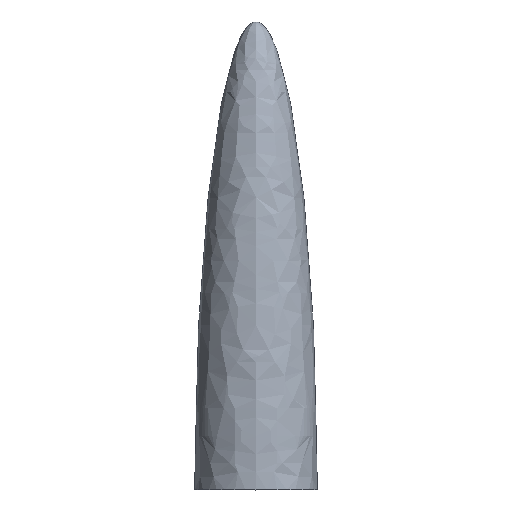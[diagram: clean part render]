
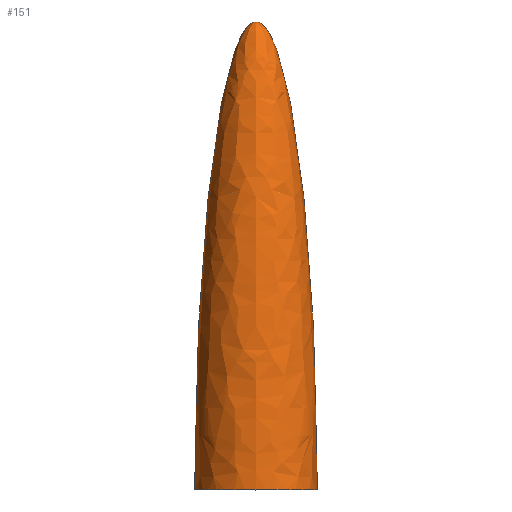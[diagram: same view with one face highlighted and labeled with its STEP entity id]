
A CAD part, top view. The second image highlights one B-rep face of the part: STEP entity #151.
In plain terms, the highlighted free-form (B-spline) face has degree [3, 3] with [4, 4] control points.
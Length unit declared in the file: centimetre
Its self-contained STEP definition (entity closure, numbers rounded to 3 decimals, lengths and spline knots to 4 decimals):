
#5 = FACE_OUTER_BOUND ( 'NONE', #106, .T. ) ;
#14 = ORIENTED_EDGE ( 'NONE', *, *, #238, .T. ) ;
#38 = CARTESIAN_POINT ( 'NONE',  ( 4., 17.8665, 8. ) ) ;
#40 = CARTESIAN_POINT ( 'NONE',  ( 2.3431, 30.5, 0. ) ) ;
#49 = EDGE_CURVE ( 'NONE', #322, #114, #339, .T. ) ;
#54 = CARTESIAN_POINT ( 'NONE',  ( 0., 30.5, 0. ) ) ;
#57 = CARTESIAN_POINT ( 'NONE',  ( 0., 30.5, 0. ) ) ;
#65 = CARTESIAN_POINT ( 'NONE',  ( 0., 0., 0. ) ) ;
#70 = CARTESIAN_POINT ( 'NONE',  ( 0., 30.5, 0. ) ) ;
#96 = CARTESIAN_POINT ( 'NONE',  ( 2.3431, 30.5, 0. ) ) ;
#103 = CARTESIAN_POINT ( 'NONE',  ( 0., 30.5, 0. ) ) ;
#106 = EDGE_LOOP ( 'NONE', ( #136, #385, #14 ) ) ;
#108 = VERTEX_POINT ( 'NONE', #200 ) ;
#114 = VERTEX_POINT ( 'NONE', #54 ) ;
#117 = CARTESIAN_POINT ( 'NONE',  ( -4., 0., 0. ) ) ;
#125 = DIRECTION ( 'NONE',  ( 0., -1., 0. ) ) ;
#132 = CARTESIAN_POINT ( 'NONE',  ( -4., 17.8665, 8. ) ) ;
#134 = CARTESIAN_POINT ( 'NONE',  ( 0., 30.5, 0. ) ) ;
#136 = ORIENTED_EDGE ( 'NONE', *, *, #49, .F. ) ;
#151 = ADVANCED_FACE ( 'NONE', ( #5 ), #326, .T. ) ;
#156 = CARTESIAN_POINT ( 'NONE',  ( -2.3431, 30.5, 0. ) ) ;
#163 = CARTESIAN_POINT ( 'NONE',  ( -4., 0., 0. ) ) ;
#186 = CARTESIAN_POINT ( 'NONE',  ( 4., 17.8665, 0. ) ) ;
#200 = CARTESIAN_POINT ( 'NONE',  ( 4., 0., 0. ) ) ;
#211 = CARTESIAN_POINT ( 'NONE',  ( -4., 0., 0. ) ) ;
#225 = EDGE_CURVE ( 'NONE', #108, #322, #314, .T. ) ;
#238 = EDGE_CURVE ( 'NONE', #108, #114, #306, .T. ) ;
#239 = AXIS2_PLACEMENT_3D ( 'NONE', #65, #125, #344 ) ;
#242 = CARTESIAN_POINT ( 'NONE',  ( -2.3431, 30.5, 4.6863 ) ) ;
#272 = CARTESIAN_POINT ( 'NONE',  ( 0., 30.5, 0. ) ) ;
#274 = CARTESIAN_POINT ( 'NONE',  ( 2.3431, 30.5, 4.6863 ) ) ;
#276 = CARTESIAN_POINT ( 'NONE',  ( -4., 17.8665, 0. ) ) ;
#295 = CARTESIAN_POINT ( 'NONE',  ( -4., 17.8665, 0. ) ) ;
#306 =( BOUNDED_CURVE ( )  B_SPLINE_CURVE ( 3, ( #348, #307, #96, #311 ),
 .UNSPECIFIED., .F., .F. ) 
 B_SPLINE_CURVE_WITH_KNOTS ( ( 4, 4 ),
 ( 4.7124, 6.2832 ),
 .UNSPECIFIED. ) 
 CURVE ( )  GEOMETRIC_REPRESENTATION_ITEM ( )  RATIONAL_B_SPLINE_CURVE ( ( 1., 0.805, 0.805, 1. ) ) 
 REPRESENTATION_ITEM ( '' )  );
#307 = CARTESIAN_POINT ( 'NONE',  ( 4., 17.8665, 0. ) ) ;
#309 = CARTESIAN_POINT ( 'NONE',  ( 4., 0., 0. ) ) ;
#311 = CARTESIAN_POINT ( 'NONE',  ( 0., 30.5, 0. ) ) ;
#314 = CIRCLE ( 'NONE', #239, 4. ) ;
#315 = CARTESIAN_POINT ( 'NONE',  ( 4., 0., 8. ) ) ;
#322 = VERTEX_POINT ( 'NONE', #163 ) ;
#326 =( BOUNDED_SURFACE ( )  B_SPLINE_SURFACE ( 3, 3, ( 
 ( #309, #315, #342, #211 ),
 ( #186, #38, #132, #276 ),
 ( #40, #274, #242, #156 ),
 ( #70, #134, #103, #272 ) ),
 .UNSPECIFIED., .F., .F., .F. ) 
 B_SPLINE_SURFACE_WITH_KNOTS ( ( 4, 4 ),
 ( 4, 4 ),
 ( 0., 1. ),
 ( 0., 1. ),
 .UNSPECIFIED. ) 
 GEOMETRIC_REPRESENTATION_ITEM ( )  RATIONAL_B_SPLINE_SURFACE ( (
 ( 1., 0.333, 0.333, 1.),
 ( 0.805, 0.268, 0.268, 0.805),
 ( 0.805, 0.268, 0.268, 0.805),
 ( 1., 0.333, 0.333, 1.) ) ) 
 REPRESENTATION_ITEM ( '' )  SURFACE ( )  );
#334 = CARTESIAN_POINT ( 'NONE',  ( -2.3431, 30.5, 0. ) ) ;
#339 =( BOUNDED_CURVE ( )  B_SPLINE_CURVE ( 3, ( #117, #295, #334, #57 ),
 .UNSPECIFIED., .F., .T. ) 
 B_SPLINE_CURVE_WITH_KNOTS ( ( 4, 4 ),
 ( 4.7124, 6.2832 ),
 .UNSPECIFIED. ) 
 CURVE ( )  GEOMETRIC_REPRESENTATION_ITEM ( )  RATIONAL_B_SPLINE_CURVE ( ( 1., 0.805, 0.805, 1. ) ) 
 REPRESENTATION_ITEM ( '' )  );
#342 = CARTESIAN_POINT ( 'NONE',  ( -4., 0., 8. ) ) ;
#344 = DIRECTION ( 'NONE',  ( 1., 0., 0. ) ) ;
#348 = CARTESIAN_POINT ( 'NONE',  ( 4., 0., 0. ) ) ;
#385 = ORIENTED_EDGE ( 'NONE', *, *, #225, .F. ) ;
